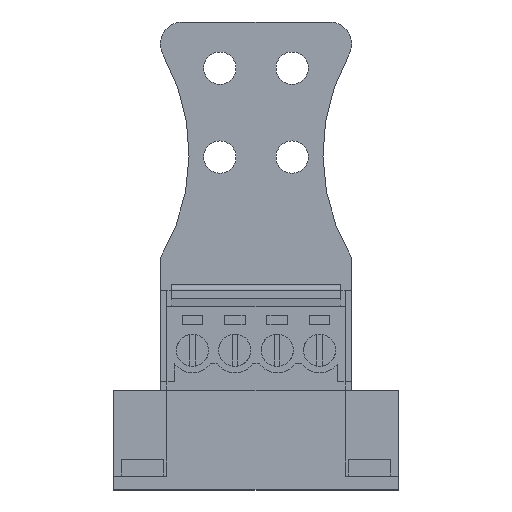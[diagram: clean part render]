
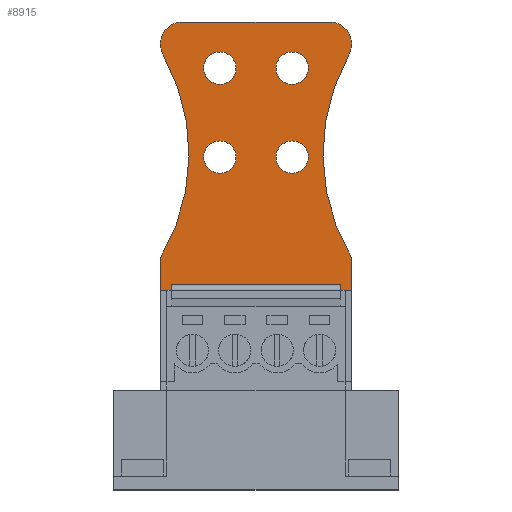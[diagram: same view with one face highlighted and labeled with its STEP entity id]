
A CAD part, front view. The second image highlights one B-rep face of the part: STEP entity #8915.
In plain terms, the highlighted planar face has unit normal (0, -1, 0).
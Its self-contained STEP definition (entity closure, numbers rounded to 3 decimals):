
#8798=AXIS2_PLACEMENT_3D('Plane Axis2P3D',#8795,#8796,#8797) ;
#8802=AXIS2_PLACEMENT_3D('Circle Axis2P3D',#8800,#8801,$) ;
#8809=AXIS2_PLACEMENT_3D('Circle Axis2P3D',#8807,#8808,$) ;
#8823=AXIS2_PLACEMENT_3D('Circle Axis2P3D',#8821,#8822,$) ;
#8830=AXIS2_PLACEMENT_3D('Circle Axis2P3D',#8828,#8829,$) ;
#8845=AXIS2_PLACEMENT_3D('Circle Axis2P3D',#8843,#8844,$) ;
#8854=AXIS2_PLACEMENT_3D('Circle Axis2P3D',#8852,#8853,$) ;
#8863=AXIS2_PLACEMENT_3D('Circle Axis2P3D',#8861,#8862,$) ;
#8872=AXIS2_PLACEMENT_3D('Circle Axis2P3D',#8870,#8871,$) ;
#8881=AXIS2_PLACEMENT_3D('Circle Axis2P3D',#8879,#8880,$) ;
#8890=AXIS2_PLACEMENT_3D('Circle Axis2P3D',#8888,#8889,$) ;
#8899=AXIS2_PLACEMENT_3D('Circle Axis2P3D',#8897,#8898,$) ;
#8908=AXIS2_PLACEMENT_3D('Circle Axis2P3D',#8906,#8907,$) ;
#8617=CARTESIAN_POINT('Vertex',(4.255,10.6,17.95)) ;
#8633=CARTESIAN_POINT('Vertex',(21.375,10.6,17.95)) ;
#8636=CARTESIAN_POINT('Line Origine',(12.815,10.6,17.95)) ;
#8654=CARTESIAN_POINT('Line Origine',(4.255,10.6,19.45)) ;
#8658=CARTESIAN_POINT('Vertex',(4.255,10.6,20.951)) ;
#8770=CARTESIAN_POINT('Vertex',(21.375,10.6,20.951)) ;
#8773=CARTESIAN_POINT('Line Origine',(21.375,10.6,19.45)) ;
#8795=CARTESIAN_POINT('Axis2P3D Location',(12.815,10.6,8.95)) ;
#8800=CARTESIAN_POINT('Axis2P3D Location',(37.03,10.6,30.223)) ;
#8804=CARTESIAN_POINT('Vertex',(21.159,10.6,39.122)) ;
#8807=CARTESIAN_POINT('Axis2P3D Location',(19.415,10.6,40.1)) ;
#8811=CARTESIAN_POINT('Vertex',(19.415,10.6,42.1)) ;
#8814=CARTESIAN_POINT('Line Origine',(12.815,10.6,42.1)) ;
#8818=CARTESIAN_POINT('Vertex',(6.215,10.6,42.1)) ;
#8821=CARTESIAN_POINT('Axis2P3D Location',(6.215,10.6,40.1)) ;
#8825=CARTESIAN_POINT('Vertex',(4.471,10.6,39.122)) ;
#8828=CARTESIAN_POINT('Axis2P3D Location',(-11.4,10.6,30.223)) ;
#8843=CARTESIAN_POINT('Axis2P3D Location',(9.565,10.6,37.95)) ;
#8847=CARTESIAN_POINT('Vertex',(11.015,10.6,37.95)) ;
#8849=CARTESIAN_POINT('Vertex',(8.115,10.6,37.95)) ;
#8852=CARTESIAN_POINT('Axis2P3D Location',(9.565,10.6,37.95)) ;
#8861=CARTESIAN_POINT('Axis2P3D Location',(16.065,10.6,37.95)) ;
#8865=CARTESIAN_POINT('Vertex',(17.515,10.6,37.95)) ;
#8867=CARTESIAN_POINT('Vertex',(14.615,10.6,37.95)) ;
#8870=CARTESIAN_POINT('Axis2P3D Location',(16.065,10.6,37.95)) ;
#8879=CARTESIAN_POINT('Axis2P3D Location',(16.065,10.6,29.95)) ;
#8883=CARTESIAN_POINT('Vertex',(14.615,10.6,29.95)) ;
#8885=CARTESIAN_POINT('Vertex',(17.515,10.6,29.95)) ;
#8888=CARTESIAN_POINT('Axis2P3D Location',(16.065,10.6,29.95)) ;
#8897=CARTESIAN_POINT('Axis2P3D Location',(9.565,10.6,29.95)) ;
#8901=CARTESIAN_POINT('Vertex',(8.115,10.6,29.95)) ;
#8903=CARTESIAN_POINT('Vertex',(11.015,10.6,29.95)) ;
#8906=CARTESIAN_POINT('Axis2P3D Location',(9.565,10.6,29.95)) ;
#8637=DIRECTION('Vector Direction',(-1.,0.,0.)) ;
#8655=DIRECTION('Vector Direction',(0.,0.,-1.)) ;
#8774=DIRECTION('Vector Direction',(0.,0.,1.)) ;
#8796=DIRECTION('Axis2P3D Direction',(0.,-1.,0.)) ;
#8797=DIRECTION('Axis2P3D XDirection',(1.,0.,0.)) ;
#8801=DIRECTION('Axis2P3D Direction',(0.,-1.,0.)) ;
#8808=DIRECTION('Axis2P3D Direction',(0.,-1.,0.)) ;
#8815=DIRECTION('Vector Direction',(1.,0.,0.)) ;
#8822=DIRECTION('Axis2P3D Direction',(0.,-1.,0.)) ;
#8829=DIRECTION('Axis2P3D Direction',(0.,-1.,0.)) ;
#8844=DIRECTION('Axis2P3D Direction',(0.,-1.,0.)) ;
#8853=DIRECTION('Axis2P3D Direction',(0.,-1.,0.)) ;
#8862=DIRECTION('Axis2P3D Direction',(0.,-1.,0.)) ;
#8871=DIRECTION('Axis2P3D Direction',(0.,-1.,0.)) ;
#8880=DIRECTION('Axis2P3D Direction',(0.,-1.,0.)) ;
#8889=DIRECTION('Axis2P3D Direction',(0.,-1.,0.)) ;
#8898=DIRECTION('Axis2P3D Direction',(0.,-1.,0.)) ;
#8907=DIRECTION('Axis2P3D Direction',(0.,-1.,0.)) ;
#8638=VECTOR('Line Direction',#8637,1.) ;
#8656=VECTOR('Line Direction',#8655,1.) ;
#8775=VECTOR('Line Direction',#8774,1.) ;
#8816=VECTOR('Line Direction',#8815,1.) ;
#8834=ORIENTED_EDGE('',*,*,#8777,.T.) ;
#8835=ORIENTED_EDGE('',*,*,#8806,.F.) ;
#8836=ORIENTED_EDGE('',*,*,#8813,.T.) ;
#8837=ORIENTED_EDGE('',*,*,#8820,.F.) ;
#8838=ORIENTED_EDGE('',*,*,#8827,.T.) ;
#8839=ORIENTED_EDGE('',*,*,#8832,.F.) ;
#8840=ORIENTED_EDGE('',*,*,#8660,.T.) ;
#8841=ORIENTED_EDGE('',*,*,#8640,.F.) ;
#8858=ORIENTED_EDGE('',*,*,#8851,.F.) ;
#8859=ORIENTED_EDGE('',*,*,#8856,.F.) ;
#8876=ORIENTED_EDGE('',*,*,#8869,.F.) ;
#8877=ORIENTED_EDGE('',*,*,#8874,.F.) ;
#8894=ORIENTED_EDGE('',*,*,#8887,.F.) ;
#8895=ORIENTED_EDGE('',*,*,#8892,.F.) ;
#8912=ORIENTED_EDGE('',*,*,#8905,.F.) ;
#8913=ORIENTED_EDGE('',*,*,#8910,.F.) ;
#8860=FACE_BOUND('',#8857,.T.) ;
#8878=FACE_BOUND('',#8875,.T.) ;
#8896=FACE_BOUND('',#8893,.T.) ;
#8914=FACE_BOUND('',#8911,.T.) ;
#8915=ADVANCED_FACE('Strain relief',(#8842,#8860,#8878,#8896,#8914),#8799,.T.) ;
#8803=CIRCLE('generated circle',#8802,18.195) ;
#8810=CIRCLE('generated circle',#8809,2.) ;
#8824=CIRCLE('generated circle',#8823,2.) ;
#8831=CIRCLE('generated circle',#8830,18.195) ;
#8846=CIRCLE('generated circle',#8845,1.45) ;
#8855=CIRCLE('generated circle',#8854,1.45) ;
#8864=CIRCLE('generated circle',#8863,1.45) ;
#8873=CIRCLE('generated circle',#8872,1.45) ;
#8882=CIRCLE('generated circle',#8881,1.45) ;
#8891=CIRCLE('generated circle',#8890,1.45) ;
#8900=CIRCLE('generated circle',#8899,1.45) ;
#8909=CIRCLE('generated circle',#8908,1.45) ;
#8640=EDGE_CURVE('',#8634,#8618,#8639,.T.) ;
#8660=EDGE_CURVE('',#8659,#8618,#8657,.T.) ;
#8777=EDGE_CURVE('',#8634,#8771,#8776,.T.) ;
#8806=EDGE_CURVE('',#8805,#8771,#8803,.T.) ;
#8813=EDGE_CURVE('',#8805,#8812,#8810,.T.) ;
#8820=EDGE_CURVE('',#8819,#8812,#8817,.T.) ;
#8827=EDGE_CURVE('',#8819,#8826,#8824,.T.) ;
#8832=EDGE_CURVE('',#8659,#8826,#8831,.T.) ;
#8851=EDGE_CURVE('',#8848,#8850,#8846,.T.) ;
#8856=EDGE_CURVE('',#8850,#8848,#8855,.T.) ;
#8869=EDGE_CURVE('',#8866,#8868,#8864,.T.) ;
#8874=EDGE_CURVE('',#8868,#8866,#8873,.T.) ;
#8887=EDGE_CURVE('',#8884,#8886,#8882,.T.) ;
#8892=EDGE_CURVE('',#8886,#8884,#8891,.T.) ;
#8905=EDGE_CURVE('',#8902,#8904,#8900,.T.) ;
#8910=EDGE_CURVE('',#8904,#8902,#8909,.T.) ;
#8833=EDGE_LOOP('',(#8834,#8835,#8836,#8837,#8838,#8839,#8840,#8841)) ;
#8857=EDGE_LOOP('',(#8858,#8859)) ;
#8875=EDGE_LOOP('',(#8876,#8877)) ;
#8893=EDGE_LOOP('',(#8894,#8895)) ;
#8911=EDGE_LOOP('',(#8912,#8913)) ;
#8842=FACE_OUTER_BOUND('',#8833,.T.) ;
#8639=LINE('Line',#8636,#8638) ;
#8657=LINE('Line',#8654,#8656) ;
#8776=LINE('Line',#8773,#8775) ;
#8817=LINE('Line',#8814,#8816) ;
#8799=PLANE('',#8798) ;
#8618=VERTEX_POINT('',#8617) ;
#8634=VERTEX_POINT('',#8633) ;
#8659=VERTEX_POINT('',#8658) ;
#8771=VERTEX_POINT('',#8770) ;
#8805=VERTEX_POINT('',#8804) ;
#8812=VERTEX_POINT('',#8811) ;
#8819=VERTEX_POINT('',#8818) ;
#8826=VERTEX_POINT('',#8825) ;
#8848=VERTEX_POINT('',#8847) ;
#8850=VERTEX_POINT('',#8849) ;
#8866=VERTEX_POINT('',#8865) ;
#8868=VERTEX_POINT('',#8867) ;
#8884=VERTEX_POINT('',#8883) ;
#8886=VERTEX_POINT('',#8885) ;
#8902=VERTEX_POINT('',#8901) ;
#8904=VERTEX_POINT('',#8903) ;
